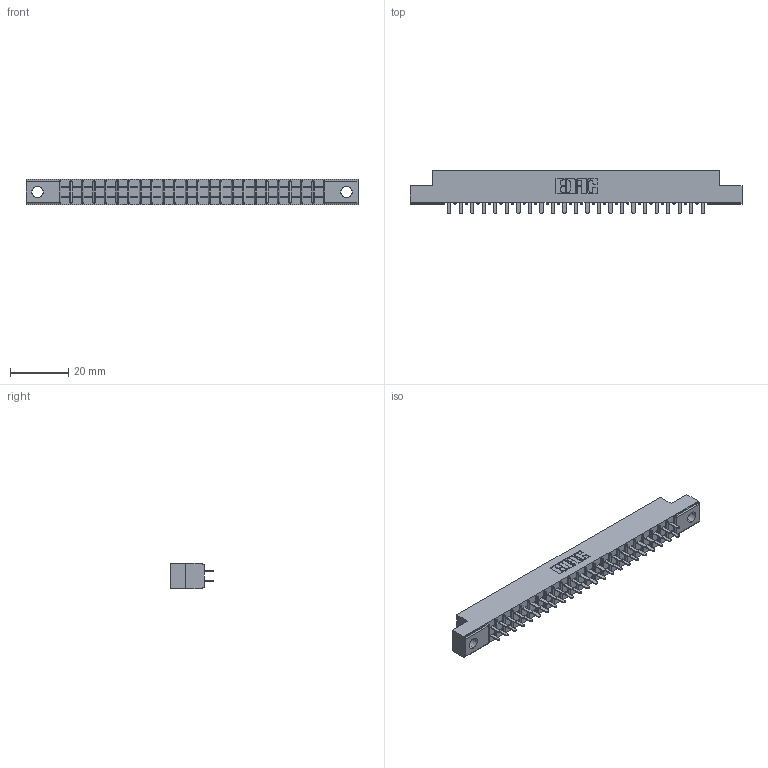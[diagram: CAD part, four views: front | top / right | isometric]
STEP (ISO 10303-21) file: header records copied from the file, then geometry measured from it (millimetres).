
FILE_DESCRIPTION (( 'STEP AP203' ), '1' );
FILE_NAME ('305-046-521-504.STEP', '2019-09-09T20:36:38', ( '' ), ( '' ), 'SwSTEP 2.0', 'SolidWorks 2016', '' );
FILE_SCHEMA (( 'CONFIG_CONTROL_DESIGN' ));
Length unit declared in the file: inch
Products named in the file (3): 305 Part_.156 Dia; 305-046-521-504; 305-290-001_521
Assembly tree (47 placements, depth 2):
  305-046-521-504
    305 Part_.156 Dia
    305-290-001_521  x46
Bounding box: 114.15 x 14.86 x 8.71 mm (x, y, z)
Volume: 6687.7 mm3; surface area: 13110.8 mm2
Topology: 47 solids, 47 shells, 2246 faces, 6401 edges, 4142 vertices
Faces by surface type: plane 1324, cylinder 830, sphere 92
Entity records: 27514 total; most frequent: CARTESIAN_POINT 4557, ORIENTED_EDGE 4518, DIRECTION 4415, EDGE_CURVE 2259, LINE 1815, VECTOR 1815, VERTEX_POINT 1442, AXIS2_PLACEMENT_3D 1300
